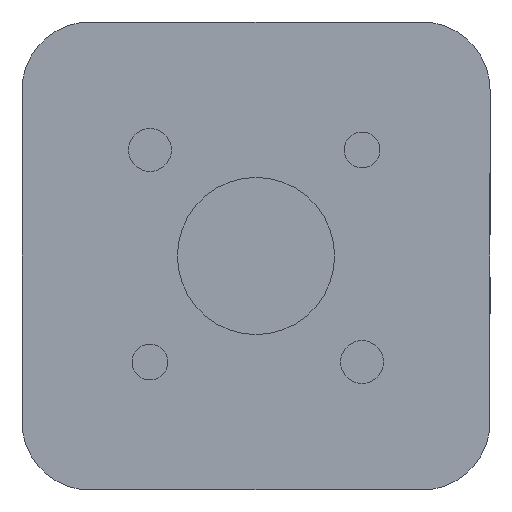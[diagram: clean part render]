
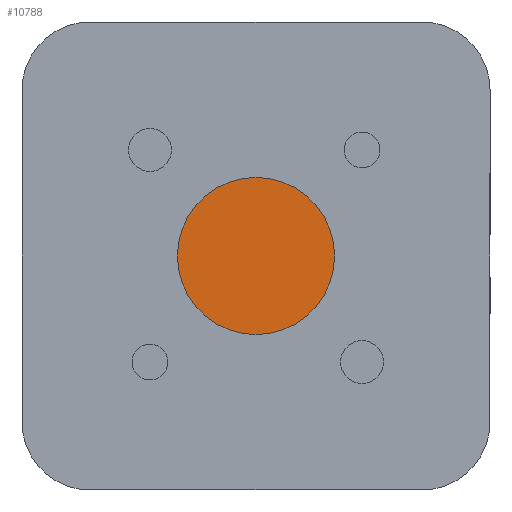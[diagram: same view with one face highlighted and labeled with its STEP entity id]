
A CAD part, left-side view. The second image highlights one B-rep face of the part: STEP entity #10788.
In plain terms, the highlighted planar face has unit normal (-1, 0, 0).
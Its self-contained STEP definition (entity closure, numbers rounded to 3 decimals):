
#154 = EDGE_LOOP ( 'NONE', ( #8399, #8398 ) ) ;
#1479 = CARTESIAN_POINT ( 'NONE',  ( -19.821, 11., 0. ) ) ;
#1480 = PLANE ( 'NONE',  #4703 ) ;
#1481 = DIRECTION ( 'NONE',  ( 1., 0., 0. ) ) ;
#1482 = DIRECTION ( 'NONE',  ( 0., 0., -1. ) ) ;
#4703 = AXIS2_PLACEMENT_3D ( 'NONE', #1479, #1481, #1482 ) ;
#5672 = CARTESIAN_POINT ( 'NONE',  ( -19.821, 0., -11. ) ) ;
#5786 = CARTESIAN_POINT ( 'NONE',  ( -19.821, 0., 11. ) ) ;
#6552 = FACE_OUTER_BOUND ( 'NONE', #154, .T. ) ;
#6955 = EDGE_CURVE ( 'NONE', #9465, #9579, #9200, .T. ) ;
#6961 = EDGE_CURVE ( 'NONE', #9579, #9465, #9207, .T. ) ;
#7909 = AXIS2_PLACEMENT_3D ( 'NONE', #10412, #10413, #10414 ) ;
#7914 = AXIS2_PLACEMENT_3D ( 'NONE', #10424, #10430, #10431 ) ;
#8398 = ORIENTED_EDGE ( 'NONE', *, *, #6955, .T. ) ;
#8399 = ORIENTED_EDGE ( 'NONE', *, *, #6961, .T. ) ;
#9200 = CIRCLE ( 'NONE', #7909, 11. ) ;
#9207 = CIRCLE ( 'NONE', #7914, 11. ) ;
#9465 = VERTEX_POINT ( 'NONE', #5672 ) ;
#9579 = VERTEX_POINT ( 'NONE', #5786 ) ;
#10412 = CARTESIAN_POINT ( 'NONE',  ( -19.821, 0., 0. ) ) ;
#10413 = DIRECTION ( 'NONE',  ( -1., 0., 0. ) ) ;
#10414 = DIRECTION ( 'NONE',  ( 0., 0., 1. ) ) ;
#10424 = CARTESIAN_POINT ( 'NONE',  ( -19.821, 0., 0. ) ) ;
#10430 = DIRECTION ( 'NONE',  ( -1., 0., 0. ) ) ;
#10431 = DIRECTION ( 'NONE',  ( 0., 0., 1. ) ) ;
#10788 = ADVANCED_FACE ( 'NONE', ( #6552 ), #1480, .F. ) ;
